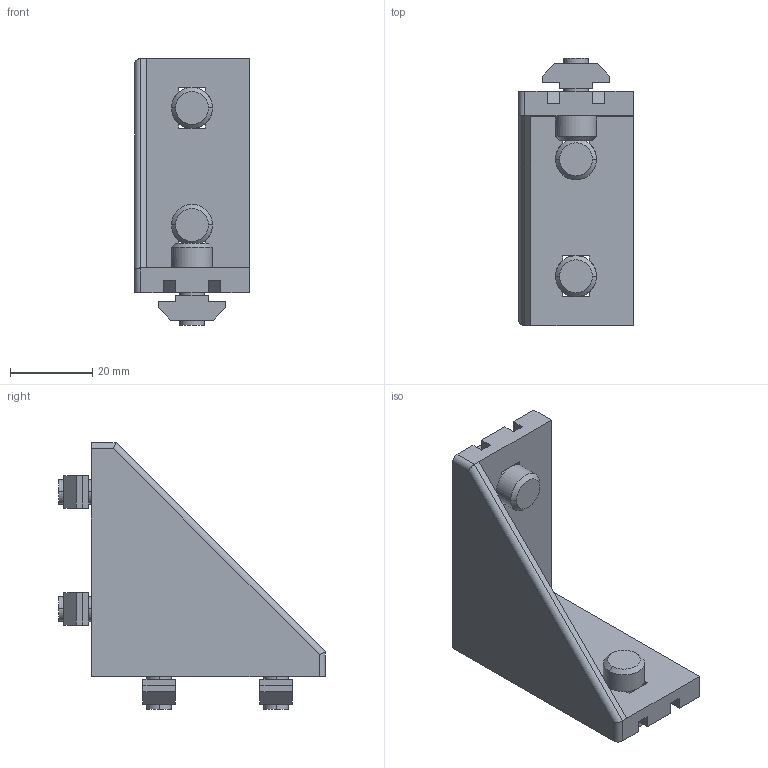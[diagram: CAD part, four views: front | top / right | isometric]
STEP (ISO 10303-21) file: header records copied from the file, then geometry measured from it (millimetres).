
FILE_DESCRIPTION(('STEP AP214'),'1');
FILE_NAME('cctmp_C49533C4-1FA9-4D7A-902E-E2CB3658228C_2020_2_11_16_49_1_598..stp','2020-02-11T15:49:01',('Bosch Rexroth AG'),('CADClick - www.CADClick.com'),'Spatial InterOp 3D',' ','unknown authorization - (Healing Option Enabled)');
FILE_SCHEMA(('AUTOMOTIVE_DESIGN'));
Length unit declared in the file: millimetre
Products named in the file (1): 2020_02_11__16-49-01-598
Bounding box: 28 x 65 x 65 mm (x, y, z)
Volume: 23694.3 mm3; surface area: 15114.7 mm2
Topology: 1 solids, 1 shells, 137 faces, 357 edges, 230 vertices
Faces by surface type: plane 102, cylinder 27, cone 8
Entity records: 5305 total; most frequent: CARTESIAN_POINT 741, ORIENTED_EDGE 714, DIRECTION 701, EDGE_CURVE 357, LINE 285, VECTOR 285, VERTEX_POINT 230, AXIS2_PLACEMENT_3D 208
